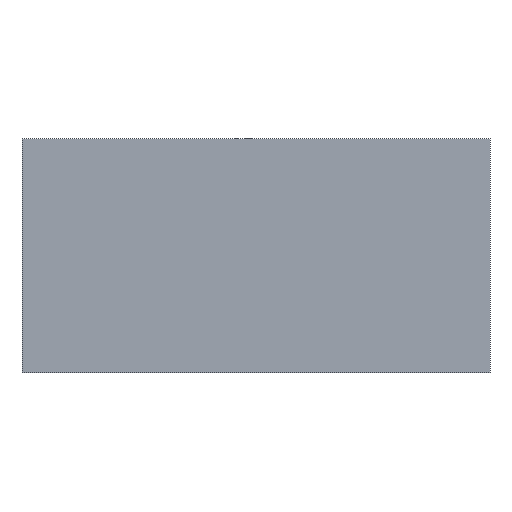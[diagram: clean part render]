
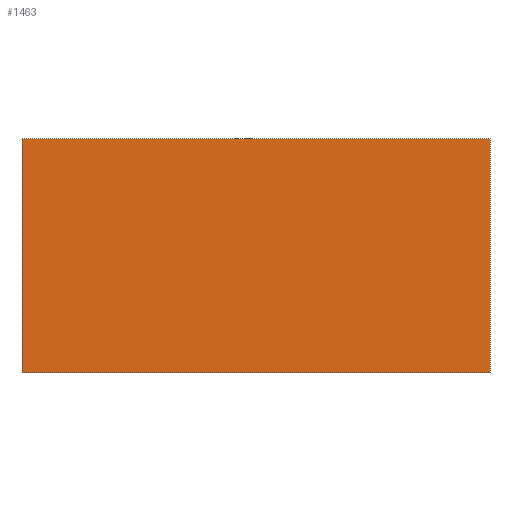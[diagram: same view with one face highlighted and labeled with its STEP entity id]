
A CAD part, front view. The second image highlights one B-rep face of the part: STEP entity #1463.
In plain terms, the highlighted planar face has unit normal (0, -1, 0).
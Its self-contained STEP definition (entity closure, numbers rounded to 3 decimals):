
#119=FACE_OUTER_BOUND('',#213,.T.);
#213=EDGE_LOOP('',(#1277,#1278,#1279,#1280));
#401=LINE('',#2302,#593);
#402=LINE('',#2304,#594);
#403=LINE('',#2306,#595);
#404=LINE('',#2307,#596);
#593=VECTOR('',#1902,10.);
#594=VECTOR('',#1903,10.);
#595=VECTOR('',#1904,10.);
#596=VECTOR('',#1905,10.);
#725=VERTEX_POINT('',#2300);
#726=VERTEX_POINT('',#2301);
#727=VERTEX_POINT('',#2303);
#728=VERTEX_POINT('',#2305);
#913=EDGE_CURVE('',#725,#726,#401,.T.);
#914=EDGE_CURVE('',#726,#727,#402,.T.);
#915=EDGE_CURVE('',#728,#727,#403,.T.);
#916=EDGE_CURVE('',#725,#728,#404,.T.);
#1277=ORIENTED_EDGE('',*,*,#913,.T.);
#1278=ORIENTED_EDGE('',*,*,#914,.T.);
#1279=ORIENTED_EDGE('',*,*,#915,.F.);
#1280=ORIENTED_EDGE('',*,*,#916,.F.);
#1383=PLANE('',#1564);
#1463=ADVANCED_FACE('',(#119),#1383,.T.);
#1564=AXIS2_PLACEMENT_3D('',#2299,#1900,#1901);
#1900=DIRECTION('center_axis',(0.,-1.,0.));
#1901=DIRECTION('ref_axis',(1.,0.,0.));
#1902=DIRECTION('',(1.,0.,0.));
#1903=DIRECTION('',(0.,0.,1.));
#1904=DIRECTION('',(1.,0.,0.));
#1905=DIRECTION('',(0.,0.,1.));
#2299=CARTESIAN_POINT('Origin',(-1.,-15.,0.));
#2300=CARTESIAN_POINT('',(-1.,-15.,0.));
#2301=CARTESIAN_POINT('',(1.,-15.,0.));
#2302=CARTESIAN_POINT('',(-1.,-15.,0.));
#2303=CARTESIAN_POINT('',(1.,-15.,1.));
#2304=CARTESIAN_POINT('',(1.,-15.,0.));
#2305=CARTESIAN_POINT('',(-1.,-15.,1.));
#2306=CARTESIAN_POINT('',(-1.,-15.,1.));
#2307=CARTESIAN_POINT('',(-1.,-15.,0.));
